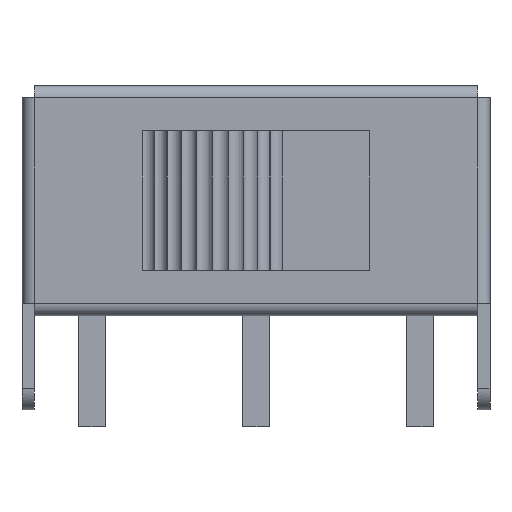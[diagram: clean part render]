
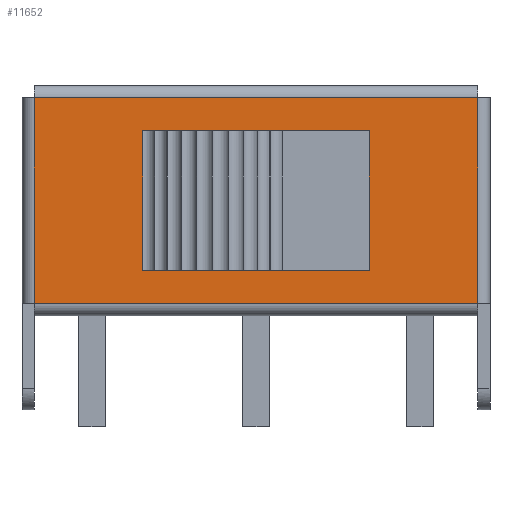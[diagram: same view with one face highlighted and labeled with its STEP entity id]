
A CAD part, front view. The second image highlights one B-rep face of the part: STEP entity #11652.
In plain terms, the highlighted planar face has unit normal (0, -1, 0).
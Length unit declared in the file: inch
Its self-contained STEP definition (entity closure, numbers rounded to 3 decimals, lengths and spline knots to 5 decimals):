
#61 = VECTOR ( 'NONE', #4272, 39.37008 ) ;
#215 = EDGE_CURVE ( 'NONE', #14264, #5774, #8455, .T. ) ;
#629 = ORIENTED_EDGE ( 'NONE', *, *, #1751, .T. ) ;
#639 = ORIENTED_EDGE ( 'NONE', *, *, #2319, .F. ) ;
#955 = DIRECTION ( 'NONE',  ( 0., 0., -1. ) ) ;
#1327 = ORIENTED_EDGE ( 'NONE', *, *, #215, .F. ) ;
#1751 = EDGE_CURVE ( 'NONE', #8805, #8074, #12662, .T. ) ;
#1884 = VECTOR ( 'NONE', #955, 39.37008 ) ;
#2117 = CARTESIAN_POINT ( 'NONE',  ( -0.31295, -0.429, 0.20875 ) ) ;
#2119 = VECTOR ( 'NONE', #8016, 39.37008 ) ;
#2308 = LINE ( 'NONE', #9085, #12250 ) ;
#2312 = ORIENTED_EDGE ( 'NONE', *, *, #3597, .F. ) ;
#2319 = EDGE_CURVE ( 'NONE', #10963, #5348, #10952, .T. ) ;
#2545 = DIRECTION ( 'NONE',  ( 1., 0., 0. ) ) ;
#2564 = VECTOR ( 'NONE', #8382, 39.37008 ) ;
#2774 = EDGE_CURVE ( 'NONE', #8805, #14264, #11205, .T. ) ;
#2878 = CARTESIAN_POINT ( 'NONE',  ( -0.435, -0.429, 0.014 ) ) ;
#3085 = CARTESIAN_POINT ( 'NONE',  ( -0.31295, -0.429, 0.20875 ) ) ;
#3135 = DIRECTION ( 'NONE',  ( -1., 0., 0. ) ) ;
#3597 = EDGE_CURVE ( 'NONE', #9800, #6768, #5516, .T. ) ;
#3611 = DIRECTION ( 'NONE',  ( 0., 1., 0. ) ) ;
#3729 = CARTESIAN_POINT ( 'NONE',  ( 0.065, -0.429, 0.014 ) ) ;
#3771 = CARTESIAN_POINT ( 'NONE',  ( -0.435, -0.429, 0.246 ) ) ;
#4272 = DIRECTION ( 'NONE',  ( 0., 0., 1. ) ) ;
#4366 = CARTESIAN_POINT ( 'NONE',  ( -0.05705, -0.429, 0.20875 ) ) ;
#4497 = CARTESIAN_POINT ( 'NONE',  ( -0.05705, -0.429, 0.20875 ) ) ;
#4809 = DIRECTION ( 'NONE',  ( -1., 0., 0. ) ) ;
#5348 = VERTEX_POINT ( 'NONE', #12093 ) ;
#5407 = ORIENTED_EDGE ( 'NONE', *, *, #6258, .F. ) ;
#5516 = LINE ( 'NONE', #4497, #61 ) ;
#5559 = ORIENTED_EDGE ( 'NONE', *, *, #2774, .F. ) ;
#5774 = VERTEX_POINT ( 'NONE', #2878 ) ;
#6172 = VECTOR ( 'NONE', #2545, 39.37008 ) ;
#6258 = EDGE_CURVE ( 'NONE', #5348, #9800, #13530, .T. ) ;
#6463 = FACE_BOUND ( 'NONE', #13671, .T. ) ;
#6768 = VERTEX_POINT ( 'NONE', #4366 ) ;
#6961 = CARTESIAN_POINT ( 'NONE',  ( -0.31295, -0.429, 0.05125 ) ) ;
#7542 = CARTESIAN_POINT ( 'NONE',  ( -0.31295, -0.429, 0.20875 ) ) ;
#7679 = CARTESIAN_POINT ( 'NONE',  ( 0.065, -0.429, 0.246 ) ) ;
#8016 = DIRECTION ( 'NONE',  ( 0., 0., -1. ) ) ;
#8040 = ORIENTED_EDGE ( 'NONE', *, *, #10552, .F. ) ;
#8074 = VERTEX_POINT ( 'NONE', #3771 ) ;
#8382 = DIRECTION ( 'NONE',  ( -1., 0., 0. ) ) ;
#8455 = LINE ( 'NONE', #3729, #2564 ) ;
#8525 = VECTOR ( 'NONE', #3135, 39.37008 ) ;
#8805 = VERTEX_POINT ( 'NONE', #7679 ) ;
#9085 = CARTESIAN_POINT ( 'NONE',  ( -0.435, -0.429, 0.014 ) ) ;
#9800 = VERTEX_POINT ( 'NONE', #11442 ) ;
#10183 = CARTESIAN_POINT ( 'NONE',  ( 0.065, -0.429, 0.014 ) ) ;
#10552 = EDGE_CURVE ( 'NONE', #6768, #10963, #13057, .T. ) ;
#10790 = EDGE_LOOP ( 'NONE', ( #12040, #1327, #5559, #629 ) ) ;
#10853 = AXIS2_PLACEMENT_3D ( 'NONE', #10183, #3611, #12363 ) ;
#10910 = FACE_OUTER_BOUND ( 'NONE', #10790, .T. ) ;
#10952 = LINE ( 'NONE', #3085, #1884 ) ;
#10963 = VERTEX_POINT ( 'NONE', #7542 ) ;
#11131 = CARTESIAN_POINT ( 'NONE',  ( 0.065, -0.429, 0.014 ) ) ;
#11205 = LINE ( 'NONE', #11131, #2119 ) ;
#11254 = PLANE ( 'NONE',  #10853 ) ;
#11397 = VECTOR ( 'NONE', #4809, 39.37008 ) ;
#11442 = CARTESIAN_POINT ( 'NONE',  ( -0.05705, -0.429, 0.05125 ) ) ;
#11652 = ADVANCED_FACE ( 'NONE', ( #6463, #10910 ), #11254, .F. ) ;
#11736 = EDGE_CURVE ( 'NONE', #8074, #5774, #2308, .T. ) ;
#12040 = ORIENTED_EDGE ( 'NONE', *, *, #11736, .T. ) ;
#12093 = CARTESIAN_POINT ( 'NONE',  ( -0.31295, -0.429, 0.05125 ) ) ;
#12250 = VECTOR ( 'NONE', #12426, 39.37008 ) ;
#12363 = DIRECTION ( 'NONE',  ( -1., 0., 0. ) ) ;
#12426 = DIRECTION ( 'NONE',  ( 0., 0., -1. ) ) ;
#12662 = LINE ( 'NONE', #13619, #11397 ) ;
#13057 = LINE ( 'NONE', #2117, #8525 ) ;
#13329 = CARTESIAN_POINT ( 'NONE',  ( 0.065, -0.429, 0.014 ) ) ;
#13530 = LINE ( 'NONE', #6961, #6172 ) ;
#13619 = CARTESIAN_POINT ( 'NONE',  ( 0.065, -0.429, 0.246 ) ) ;
#13671 = EDGE_LOOP ( 'NONE', ( #8040, #2312, #5407, #639 ) ) ;
#14264 = VERTEX_POINT ( 'NONE', #13329 ) ;
